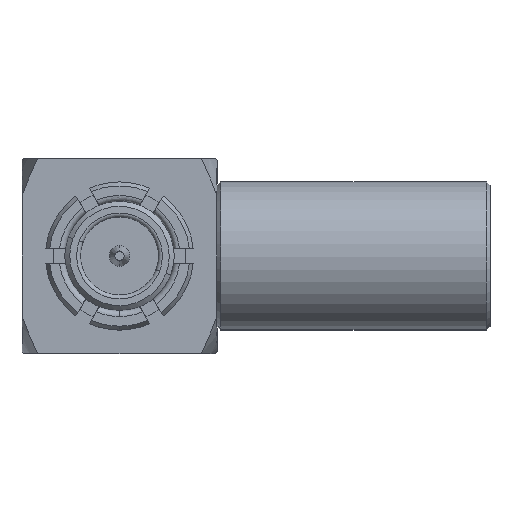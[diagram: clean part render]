
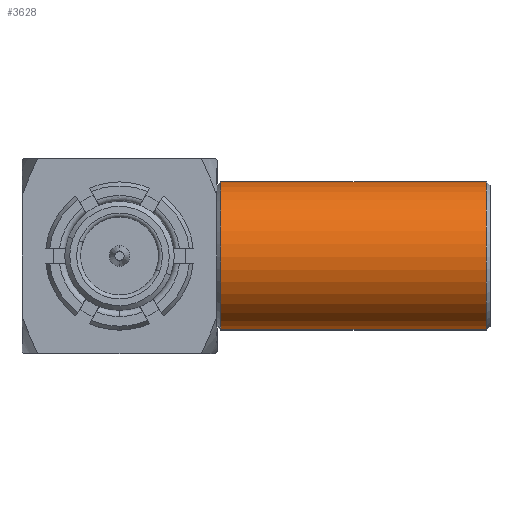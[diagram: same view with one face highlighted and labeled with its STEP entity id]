
A CAD part, left-side view. The second image highlights one B-rep face of the part: STEP entity #3628.
In plain terms, the highlighted cylindrical face has radius 1.9 mm (diameter 3.8 mm), a partial arc.
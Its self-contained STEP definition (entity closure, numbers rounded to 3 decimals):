
#85 = VERTEX_POINT ( 'NONE', #4417 ) ;
#258 = VECTOR ( 'NONE', #2893, 1000. ) ;
#547 = CARTESIAN_POINT ( 'NONE',  ( 6.413, -2.6, 1.874 ) ) ;
#722 = ORIENTED_EDGE ( 'NONE', *, *, #6705, .T. ) ;
#912 = CARTESIAN_POINT ( 'NONE',  ( 5.787, -9.4, -1.874 ) ) ;
#1125 = LINE ( 'NONE', #1470, #6999 ) ;
#1262 = DIRECTION ( 'NONE',  ( 0., -1., 0. ) ) ;
#1470 = CARTESIAN_POINT ( 'NONE',  ( 6.413, -10.097, 1.874 ) ) ;
#2187 = DIRECTION ( 'NONE',  ( 0., 1., 0. ) ) ;
#2323 = CARTESIAN_POINT ( 'NONE',  ( 5.787, -10.097, -1.874 ) ) ;
#2710 = FACE_OUTER_BOUND ( 'NONE', #4945, .T. ) ;
#2893 = DIRECTION ( 'NONE',  ( 0., -1., 0. ) ) ;
#3113 = LINE ( 'NONE', #2323, #258 ) ;
#3258 = VERTEX_POINT ( 'NONE', #547 ) ;
#3628 = ADVANCED_FACE ( 'NONE', ( #2710 ), #5105, .T. ) ;
#4006 = AXIS2_PLACEMENT_3D ( 'NONE', #5474, #7173, #4943 ) ;
#4417 = CARTESIAN_POINT ( 'NONE',  ( 6.413, -9.4, 1.874 ) ) ;
#4428 = EDGE_CURVE ( 'NONE', #5769, #85, #6404, .T. ) ;
#4486 = ORIENTED_EDGE ( 'NONE', *, *, #4555, .T. ) ;
#4555 = EDGE_CURVE ( 'NONE', #6034, #5769, #3113, .T. ) ;
#4678 = CARTESIAN_POINT ( 'NONE',  ( 6.1, -2.6, 0. ) ) ;
#4788 = CIRCLE ( 'NONE', #4821, 1.9 ) ;
#4800 = EDGE_CURVE ( 'NONE', #3258, #85, #1125, .T. ) ;
#4821 = AXIS2_PLACEMENT_3D ( 'NONE', #4678, #1262, #5233 ) ;
#4822 = ORIENTED_EDGE ( 'NONE', *, *, #4428, .T. ) ;
#4943 = DIRECTION ( 'NONE',  ( 0.165, 0., 0.986 ) ) ;
#4945 = EDGE_LOOP ( 'NONE', ( #722, #4486, #4822, #7310 ) ) ;
#5105 = CYLINDRICAL_SURFACE ( 'NONE', #4006, 1.9 ) ;
#5174 = CARTESIAN_POINT ( 'NONE',  ( 5.787, -2.6, -1.874 ) ) ;
#5233 = DIRECTION ( 'NONE',  ( 0.165, 0., 0.986 ) ) ;
#5439 = AXIS2_PLACEMENT_3D ( 'NONE', #5577, #2187, #6154 ) ;
#5445 = DIRECTION ( 'NONE',  ( 0., -1., 0. ) ) ;
#5474 = CARTESIAN_POINT ( 'NONE',  ( 6.1, -10.097, 0. ) ) ;
#5577 = CARTESIAN_POINT ( 'NONE',  ( 6.1, -9.4, 0. ) ) ;
#5769 = VERTEX_POINT ( 'NONE', #912 ) ;
#6034 = VERTEX_POINT ( 'NONE', #5174 ) ;
#6154 = DIRECTION ( 'NONE',  ( -0.165, 0., -0.986 ) ) ;
#6404 = CIRCLE ( 'NONE', #5439, 1.9 ) ;
#6705 = EDGE_CURVE ( 'NONE', #3258, #6034, #4788, .T. ) ;
#6999 = VECTOR ( 'NONE', #5445, 1000. ) ;
#7173 = DIRECTION ( 'NONE',  ( 0., -1., 0. ) ) ;
#7310 = ORIENTED_EDGE ( 'NONE', *, *, #4800, .F. ) ;
